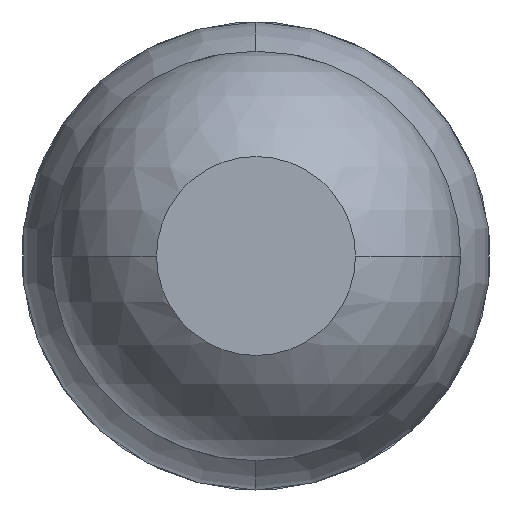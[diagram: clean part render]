
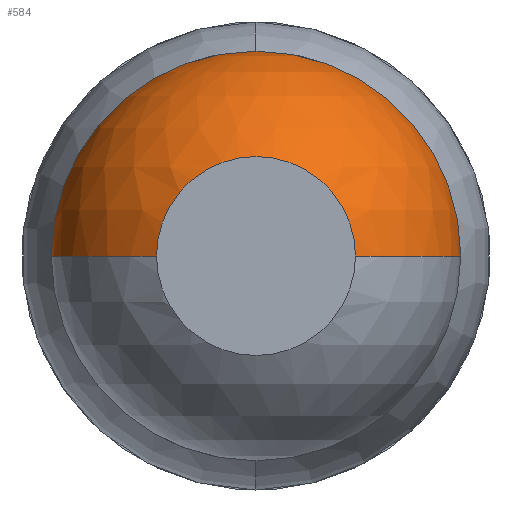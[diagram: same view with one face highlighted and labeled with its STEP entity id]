
A CAD part, front view. The second image highlights one B-rep face of the part: STEP entity #584.
In plain terms, the highlighted spherical face has radius 0.35 mm.
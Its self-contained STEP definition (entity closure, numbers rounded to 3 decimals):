
#33 = DIRECTION ( 'NONE',  ( 0., 0., -1. ) ) ;
#78 = DIRECTION ( 'NONE',  ( 0., 0., -1. ) ) ;
#116 = CARTESIAN_POINT ( 'NONE',  ( 0., -14., 0. ) ) ;
#243 = CARTESIAN_POINT ( 'NONE',  ( -0.35, -13.694, 0. ) ) ;
#367 = ORIENTED_EDGE ( 'NONE', *, *, #879, .F. ) ;
#387 = CIRCLE ( 'NONE', #429, 0.17 ) ;
#429 = AXIS2_PLACEMENT_3D ( 'NONE', #116, #2481, #962 ) ;
#490 = CIRCLE ( 'NONE', #1956, 0.17 ) ;
#563 = VERTEX_POINT ( 'NONE', #1960 ) ;
#584 = ADVANCED_FACE ( 'Defeature ausgef�hrt2_4', ( #2333 ), #866, .T. ) ;
#610 = EDGE_CURVE ( 'Defeature ausgef�hrt2_3+Defeature ausgef�hrt2_4+Defeature ausgef�hrt2_4+Defeature ausgef�hrt2_4', #1583, #2684, #1806, .T. ) ;
#675 = CARTESIAN_POINT ( 'NONE',  ( 0.17, -14., 0. ) ) ;
#713 = DIRECTION ( 'NONE',  ( 1., 0., 0. ) ) ;
#740 = AXIS2_PLACEMENT_3D ( 'NONE', #925, #1135, #1365 ) ;
#826 = CIRCLE ( 'NONE', #2785, 0.35 ) ;
#838 = VERTEX_POINT ( 'NONE', #675 ) ;
#866 = SPHERICAL_SURFACE ( 'NONE', #2458, 0.35 ) ;
#879 = EDGE_CURVE ( 'Defeature ausgef�hrt2_3+Defeature ausgef�hrt2_4+Defeature ausgef�hrt2_4+Defeature ausgef�hrt2_4', #1841, #1583, #2743, .T. ) ;
#899 = CIRCLE ( 'NONE', #2089, 0.35 ) ;
#925 = CARTESIAN_POINT ( 'NONE',  ( 0., -13.694, 0. ) ) ;
#962 = DIRECTION ( 'NONE',  ( 0., 0., -1. ) ) ;
#1053 = AXIS2_PLACEMENT_3D ( 'NONE', #1729, #1082, #1765 ) ;
#1082 = DIRECTION ( 'NONE',  ( 0., 1., 0. ) ) ;
#1104 = CARTESIAN_POINT ( 'NONE',  ( 0., -13.694, 0. ) ) ;
#1135 = DIRECTION ( 'NONE',  ( 0., 1., 0. ) ) ;
#1146 = CARTESIAN_POINT ( 'NONE',  ( 0., -13.694, 0. ) ) ;
#1358 = VERTEX_POINT ( 'NONE', #2249 ) ;
#1365 = DIRECTION ( 'NONE',  ( 0., 0., 1. ) ) ;
#1394 = DIRECTION ( 'NONE',  ( 0., 0., -1. ) ) ;
#1497 = CARTESIAN_POINT ( 'NONE',  ( 0.35, -13.694, 0. ) ) ;
#1583 = VERTEX_POINT ( 'NONE', #1925 ) ;
#1729 = CARTESIAN_POINT ( 'NONE',  ( 0., -13.694, 0. ) ) ;
#1739 = DIRECTION ( 'NONE',  ( 0., -1., 0. ) ) ;
#1743 = ORIENTED_EDGE ( 'NONE', *, *, #1968, .F. ) ;
#1765 = DIRECTION ( 'NONE',  ( 0., 0., 1. ) ) ;
#1806 = CIRCLE ( 'NONE', #740, 0.35 ) ;
#1841 = VERTEX_POINT ( 'NONE', #243 ) ;
#1843 = EDGE_CURVE ( 'Defeature ausgef�hrt2_9+Defeature ausgef�hrt2_4+Defeature ausgef�hrt2_4+Defeature ausgef�hrt2_4', #838, #563, #490, .T. ) ;
#1853 = ORIENTED_EDGE ( 'NONE', *, *, #2007, .F. ) ;
#1861 = EDGE_CURVE ( 'NONE', #838, #2684, #899, .T. ) ;
#1872 = ORIENTED_EDGE ( 'NONE', *, *, #610, .F. ) ;
#1895 = CARTESIAN_POINT ( 'NONE',  ( 0., -14., 0. ) ) ;
#1925 = CARTESIAN_POINT ( 'NONE',  ( 0., -13.694, 0.35 ) ) ;
#1956 = AXIS2_PLACEMENT_3D ( 'NONE', #1895, #1739, #33 ) ;
#1960 = CARTESIAN_POINT ( 'NONE',  ( 0., -14., 0.17 ) ) ;
#1961 = DIRECTION ( 'NONE',  ( 1., 0., 0. ) ) ;
#1968 = EDGE_CURVE ( 'Defeature ausgef�hrt2_9+Defeature ausgef�hrt2_4+Defeature ausgef�hrt2_4+Defeature ausgef�hrt2_4', #563, #1358, #387, .T. ) ;
#2007 = EDGE_CURVE ( 'NONE', #1358, #1841, #826, .T. ) ;
#2089 = AXIS2_PLACEMENT_3D ( 'NONE', #1104, #2167, #1961 ) ;
#2097 = ORIENTED_EDGE ( 'NONE', *, *, #1843, .F. ) ;
#2167 = DIRECTION ( 'NONE',  ( 0., 0., 1. ) ) ;
#2240 = EDGE_LOOP ( 'NONE', ( #1853, #1743, #2097, #2689, #1872, #367 ) ) ;
#2249 = CARTESIAN_POINT ( 'NONE',  ( -0.17, -14., 0. ) ) ;
#2333 = FACE_OUTER_BOUND ( 'NONE', #2240, .T. ) ;
#2458 = AXIS2_PLACEMENT_3D ( 'NONE', #1146, #78, #713 ) ;
#2470 = DIRECTION ( 'NONE',  ( -1., 0., 0. ) ) ;
#2481 = DIRECTION ( 'NONE',  ( 0., -1., 0. ) ) ;
#2677 = CARTESIAN_POINT ( 'NONE',  ( 0., -13.694, 0. ) ) ;
#2684 = VERTEX_POINT ( 'NONE', #1497 ) ;
#2689 = ORIENTED_EDGE ( 'NONE', *, *, #1861, .T. ) ;
#2743 = CIRCLE ( 'NONE', #1053, 0.35 ) ;
#2785 = AXIS2_PLACEMENT_3D ( 'NONE', #2677, #1394, #2470 ) ;
